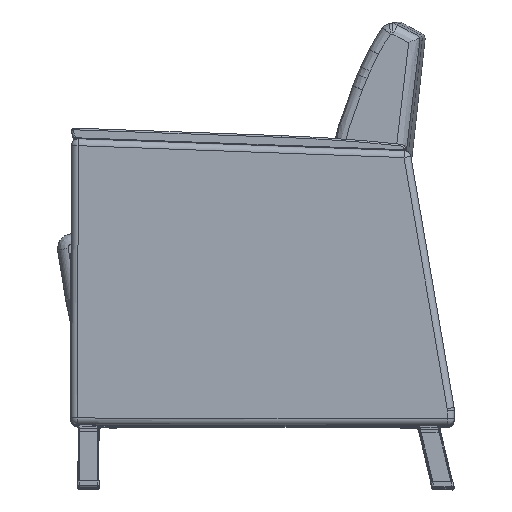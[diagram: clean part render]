
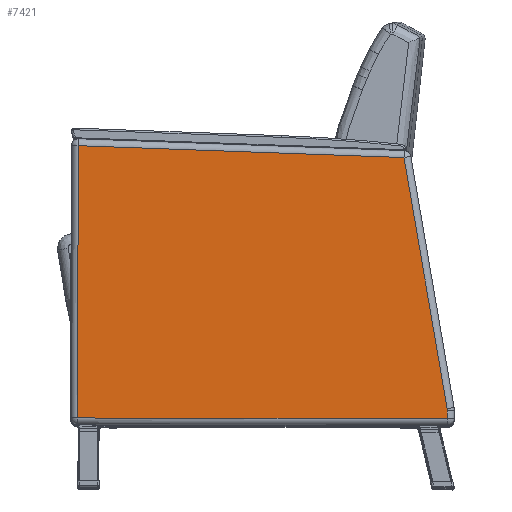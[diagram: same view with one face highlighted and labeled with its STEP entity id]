
A CAD part, top view. The second image highlights one B-rep face of the part: STEP entity #7421.
In plain terms, the highlighted face is planar.
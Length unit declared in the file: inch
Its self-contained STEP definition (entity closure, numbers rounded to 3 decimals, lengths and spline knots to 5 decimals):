
#747=LINE('',#19029,#1116);
#750=LINE('',#19036,#1119);
#756=LINE('',#19086,#1125);
#757=LINE('',#19119,#1126);
#762=LINE('',#19138,#1131);
#1116=VECTOR('',#9688,0.3937);
#1119=VECTOR('',#9695,0.3937);
#1125=VECTOR('',#9717,0.3937);
#1126=VECTOR('',#9726,0.3937);
#1131=VECTOR('',#9751,0.3937);
#1288=PLANE('',#8276);
#1516=CIRCLE('',#8254,2.76057);
#2005=FACE_OUTER_BOUND('',#2488,.T.);
#2488=EDGE_LOOP('',(#6583,#6584,#6585,#6586,#6587,#6588));
#3483=VERTEX_POINT('',#18987);
#3489=VERTEX_POINT('',#19004);
#3496=VERTEX_POINT('',#19032);
#3506=VERTEX_POINT('',#19083);
#3507=VERTEX_POINT('',#19085);
#3509=VERTEX_POINT('',#19104);
#4510=EDGE_CURVE('',#3483,#3489,#747,.T.);
#4514=EDGE_CURVE('',#3489,#3496,#750,.T.);
#4526=EDGE_CURVE('',#3506,#3507,#756,.T.);
#4529=EDGE_CURVE('',#3507,#3509,#1516,.T.);
#4531=EDGE_CURVE('',#3509,#3483,#757,.T.);
#4542=EDGE_CURVE('',#3496,#3506,#762,.T.);
#6583=ORIENTED_EDGE('',*,*,#4526,.F.);
#6584=ORIENTED_EDGE('',*,*,#4542,.F.);
#6585=ORIENTED_EDGE('',*,*,#4514,.F.);
#6586=ORIENTED_EDGE('',*,*,#4510,.F.);
#6587=ORIENTED_EDGE('',*,*,#4531,.F.);
#6588=ORIENTED_EDGE('',*,*,#4529,.F.);
#7421=ADVANCED_FACE('',(#2005),#1288,.F.);
#8254=AXIS2_PLACEMENT_3D('',#19105,#9722,#9723);
#8276=AXIS2_PLACEMENT_3D('',#19153,#9776,#9777);
#9688=DIRECTION('',(1.,0.,0.));
#9695=DIRECTION('',(0.,1.,0.));
#9717=DIRECTION('',(-0.171,-0.985,0.));
#9722=DIRECTION('center_axis',(0.,0.,1.));
#9723=DIRECTION('ref_axis',(-0.998,0.067,0.));
#9726=DIRECTION('',(0.,-1.,0.));
#9751=DIRECTION('',(-0.999,-0.034,0.));
#9776=DIRECTION('center_axis',(0.,0.,1.));
#9777=DIRECTION('ref_axis',(1.,0.,0.));
#18987=CARTESIAN_POINT('',(-12.80724,-9.46034,-1.5));
#19004=CARTESIAN_POINT('',(13.64695,-9.46034,-1.5));
#19029=CARTESIAN_POINT('',(-6.44369,-9.46034,-1.5));
#19032=CARTESIAN_POINT('',(13.64695,10.02647,-1.5));
#19036=CARTESIAN_POINT('',(13.64695,-4.83864,-1.5));
#19083=CARTESIAN_POINT('',(-9.67074,9.22367,-1.5));
#19085=CARTESIAN_POINT('',(-12.79597,-8.73029,-1.5));
#19086=CARTESIAN_POINT('',(-10.27762,5.73723,-1.5));
#19104=CARTESIAN_POINT('',(-12.80724,-8.90205,-1.5));
#19105=CARTESIAN_POINT('Origin',(-10.04831,-8.99696,-1.5));
#19119=CARTESIAN_POINT('',(-12.80724,-4.30537,-1.5));
#19138=CARTESIAN_POINT('',(6.8737,9.79327,-1.5));
#19153=CARTESIAN_POINT('Origin',(0.41985,0.28306,-1.5));
